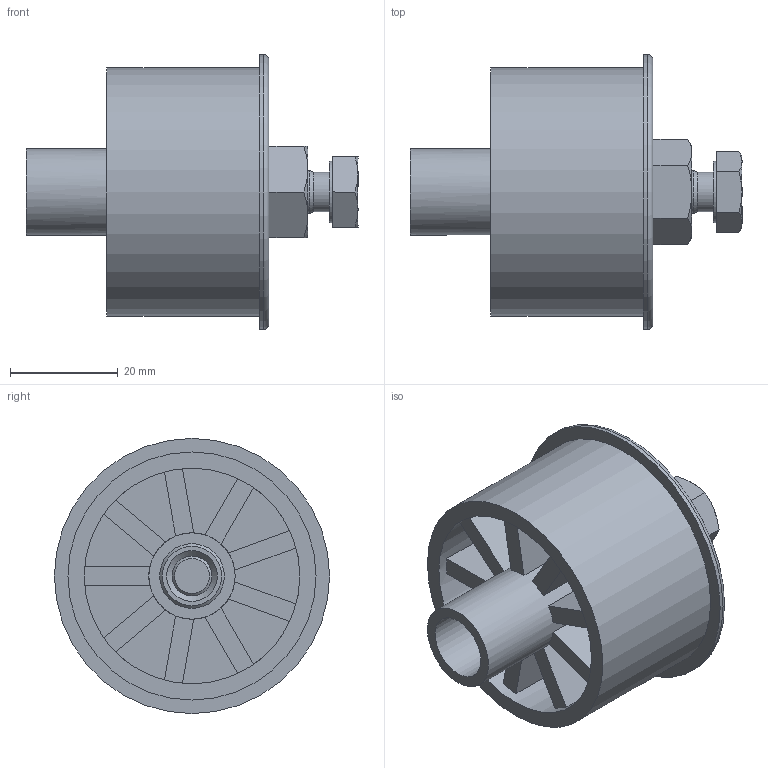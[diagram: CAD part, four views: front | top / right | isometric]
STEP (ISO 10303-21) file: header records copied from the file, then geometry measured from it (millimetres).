
FILE_DESCRIPTION((''),'2;1');
FILE_NAME('700251.ipt.stp','2010-09-05T12:33:15',(''),(''),'Autodesk Inventor 2010','Autodesk Inventor 2010','');
FILE_SCHEMA(('AUTOMOTIVE_DESIGN { 1 0 10303 214 1 1 1 1 }'));
Length unit declared in the file: millimetre
Products named in the file (1): 700251
Bounding box: 61.55 x 51 x 51 mm (x, y, z)
Volume: 29944 mm3; surface area: 22259.2 mm2
Topology: 3 solids, 3 shells, 132 faces, 336 edges, 216 vertices
Faces by surface type: plane 96, cone 22, cylinder 11, bspline 2, torus 1
Full cylindrical faces by diameter (mm): 7.323 x1, 8 x1, 11.4 x1, 12 x2, 16 x2, 40 x2, 46 x1, 51 x1
Entity records: 4051 total; most frequent: CARTESIAN_POINT 790, DIRECTION 654, ORIENTED_EDGE 626, EDGE_CURVE 313, AXIS2_PLACEMENT_3D 246, VERTEX_POINT 211, VECTOR 162, LINE 162
